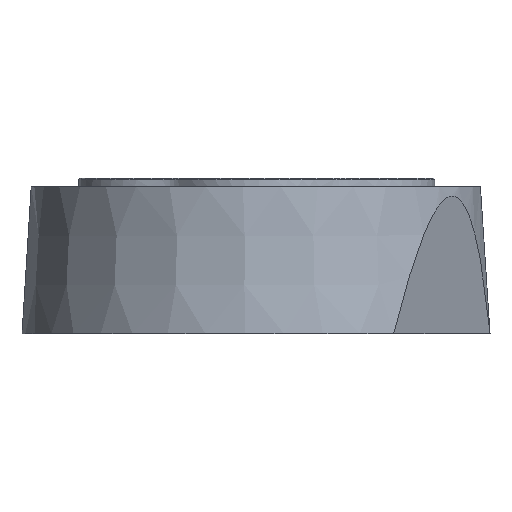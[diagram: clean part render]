
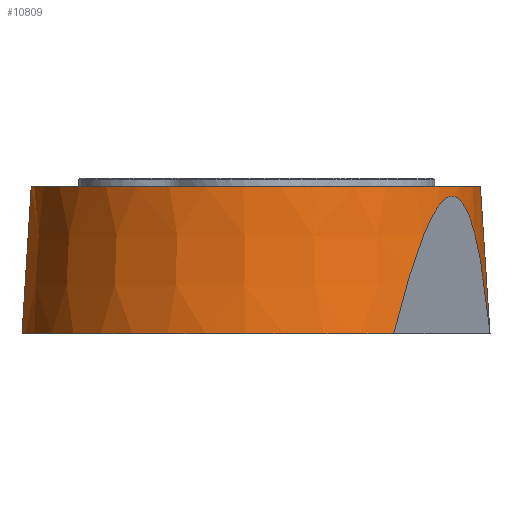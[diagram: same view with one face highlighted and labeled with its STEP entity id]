
A CAD part, front view. The second image highlights one B-rep face of the part: STEP entity #10809.
In plain terms, the highlighted conical face has half-angle 3.59 degrees and reference radius 39.511 mm.
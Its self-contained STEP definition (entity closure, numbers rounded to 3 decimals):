
#314 = VERTEX_POINT ( 'NONE', #10022 ) ;
#625 = AXIS2_PLACEMENT_3D ( 'NONE', #1910, #4571, #7148 ) ;
#629 = ORIENTED_EDGE ( 'NONE', *, *, #7578, .F. ) ;
#849 = CARTESIAN_POINT ( 'NONE',  ( 32.032, -25.138, 32.112 ) ) ;
#1338 = ORIENTED_EDGE ( 'NONE', *, *, #11140, .T. ) ;
#1357 = CARTESIAN_POINT ( 'NONE',  ( 40.869, -4.309, 0.55 ) ) ;
#1467 = LINE ( 'NONE', #3233, #3293 ) ;
#1763 = CARTESIAN_POINT ( 'NONE',  ( 24.029, -33.381, 0. ) ) ;
#1793 = VERTEX_POINT ( 'NONE', #2994 ) ;
#1910 = CARTESIAN_POINT ( 'NONE',  ( 0., 0., 25.8 ) ) ;
#2084 = AXIS2_PLACEMENT_3D ( 'NONE', #8891, #9919, #9811 ) ;
#2853 = VERTEX_POINT ( 'NONE', #3663 ) ;
#2994 = CARTESIAN_POINT ( 'NONE',  ( 24.029, -33.381, 0. ) ) ;
#3233 = CARTESIAN_POINT ( 'NONE',  ( -39.511, 0., 25.8 ) ) ;
#3293 = VECTOR ( 'NONE', #7447, 1000. ) ;
#3559 = EDGE_CURVE ( 'NONE', #314, #11278, #1467, .T. ) ;
#3663 = CARTESIAN_POINT ( 'NONE',  ( 40.869, -4.309, 0.55 ) ) ;
#3767 = ORIENTED_EDGE ( 'NONE', *, *, #3825, .F. ) ;
#3825 = EDGE_CURVE ( 'NONE', #2853, #1793, #10887, .T. ) ;
#4051 = CARTESIAN_POINT ( 'NONE',  ( -41.13, 0., 0. ) ) ;
#4571 = DIRECTION ( 'NONE',  ( 0., 0., -1. ) ) ;
#4627 = CARTESIAN_POINT ( 'NONE',  ( 39.77, -4.639, 17.383 ) ) ;
#4769 = VERTEX_POINT ( 'NONE', #8700 ) ;
#5381 = EDGE_LOOP ( 'NONE', ( #629, #7218, #10395, #3767, #1338 ) ) ;
#5914 = CARTESIAN_POINT ( 'NONE',  ( 37.702, -15.35, 32.298 ) ) ;
#6065 = AXIS2_PLACEMENT_3D ( 'NONE', #10458, #10516, #9481 ) ;
#7010 = CIRCLE ( 'NONE', #2084, 41.13 ) ;
#7148 = DIRECTION ( 'NONE',  ( -1., 0., 0. ) ) ;
#7218 = ORIENTED_EDGE ( 'NONE', *, *, #3559, .T. ) ;
#7447 = DIRECTION ( 'NONE',  ( -0.063, 0., -0.998 ) ) ;
#7578 = EDGE_CURVE ( 'NONE', #314, #4769, #10967, .T. ) ;
#8700 = CARTESIAN_POINT ( 'NONE',  ( 39.218, -4.804, 25.8 ) ) ;
#8891 = CARTESIAN_POINT ( 'NONE',  ( 0., 0., 0. ) ) ;
#9137 = CARTESIAN_POINT ( 'NONE',  ( 40.869, -4.309, 0.55 ) ) ;
#9481 = DIRECTION ( 'NONE',  ( 1., 0., 0. ) ) ;
#9518 = FACE_OUTER_BOUND ( 'NONE', #5381, .T. ) ;
#9811 = DIRECTION ( 'NONE',  ( 1., 0., 0. ) ) ;
#9890 = CARTESIAN_POINT ( 'NONE',  ( 40.321, -4.475, 8.967 ) ) ;
#9919 = DIRECTION ( 'NONE',  ( 0., 0., 1. ) ) ;
#10022 = CARTESIAN_POINT ( 'NONE',  ( -39.511, 0., 25.8 ) ) ;
#10103 = EDGE_CURVE ( 'NONE', #11278, #1793, #7010, .T. ) ;
#10395 = ORIENTED_EDGE ( 'NONE', *, *, #10103, .T. ) ;
#10458 = CARTESIAN_POINT ( 'NONE',  ( 0., 0., 25.8 ) ) ;
#10486 = CONICAL_SURFACE ( 'NONE', #625, 39.511, 0.063 ) ;
#10516 = DIRECTION ( 'NONE',  ( 0., 0., 1. ) ) ;
#10686 = CARTESIAN_POINT ( 'NONE',  ( 39.218, -4.804, 25.8 ) ) ;
#10809 = ADVANCED_FACE ( 'NONE', ( #9518 ), #10486, .T. ) ;
#10887 =( BOUNDED_CURVE ( )  B_SPLINE_CURVE ( 3, ( #1357, #5914, #849, #1763 ),
 .UNSPECIFIED., .F., .F. ) 
 B_SPLINE_CURVE_WITH_KNOTS ( ( 4, 4 ),
 ( 2.97, 3.316 ),
 .UNSPECIFIED. ) 
 CURVE ( )  GEOMETRIC_REPRESENTATION_ITEM ( )  RATIONAL_B_SPLINE_CURVE ( ( 1., 0.99, 0.99, 1. ) ) 
 REPRESENTATION_ITEM ( '' )  );
#10967 = CIRCLE ( 'NONE', #6065, 39.511 ) ;
#11140 = EDGE_CURVE ( 'NONE', #2853, #4769, #11263, .T. ) ;
#11263 = B_SPLINE_CURVE_WITH_KNOTS ( 'NONE', 3,
 ( #9137, #9890, #4627, #10686 ),
 .UNSPECIFIED., .F., .F.,
 ( 4, 4 ),
 ( 0.001, 0.026 ),
 .UNSPECIFIED. ) ;
#11278 = VERTEX_POINT ( 'NONE', #4051 ) ;
